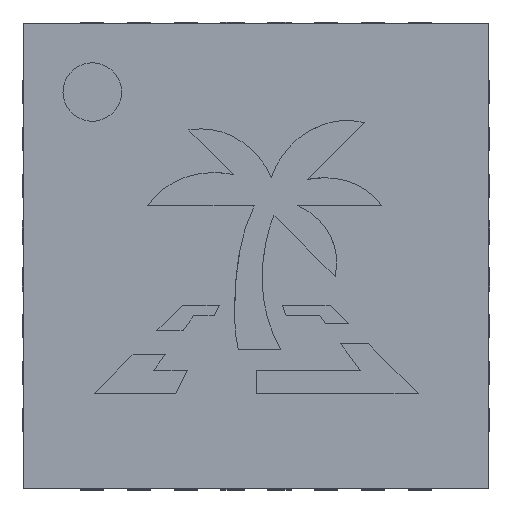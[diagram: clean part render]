
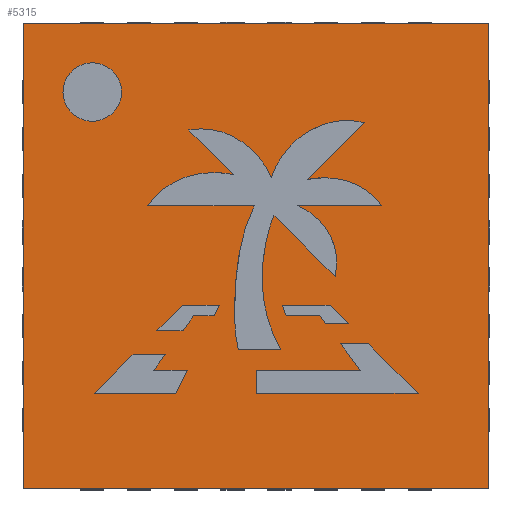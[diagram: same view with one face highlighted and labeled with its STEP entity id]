
A CAD part, top view. The second image highlights one B-rep face of the part: STEP entity #5315.
In plain terms, the highlighted planar face has unit normal (0, 0, 1).
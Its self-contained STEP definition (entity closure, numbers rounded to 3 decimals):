
#1333 = VERTEX_POINT('',#1334);
#1334 = CARTESIAN_POINT('',(-1.99,1.99,0.92));
#1340 = EDGE_CURVE('',#1333,#1341,#1343,.T.);
#1341 = VERTEX_POINT('',#1342);
#1342 = CARTESIAN_POINT('',(-1.99,-1.99,0.92));
#1343 = LINE('',#1344,#1345);
#1344 = CARTESIAN_POINT('',(-1.99,1.99,0.92));
#1345 = VECTOR('',#1346,1.);
#1346 = DIRECTION('',(0.,-1.,0.));
#1544 = EDGE_CURVE('',#1333,#1545,#1547,.T.);
#1545 = VERTEX_POINT('',#1546);
#1546 = CARTESIAN_POINT('',(1.99,1.99,0.92));
#1547 = LINE('',#1548,#1549);
#1548 = CARTESIAN_POINT('',(-1.99,1.99,0.92));
#1549 = VECTOR('',#1550,1.);
#1550 = DIRECTION('',(1.,0.,0.));
#3224 = EDGE_CURVE('',#1545,#3225,#3227,.T.);
#3225 = VERTEX_POINT('',#3226);
#3226 = CARTESIAN_POINT('',(1.99,-1.99,0.92));
#3227 = LINE('',#3228,#3229);
#3228 = CARTESIAN_POINT('',(1.99,1.99,0.92));
#3229 = VECTOR('',#3230,1.);
#3230 = DIRECTION('',(0.,-1.,0.));
#3430 = EDGE_CURVE('',#1341,#3225,#3431,.T.);
#3431 = LINE('',#3432,#3433);
#3432 = CARTESIAN_POINT('',(-1.99,-1.99,0.92));
#3433 = VECTOR('',#3434,1.);
#3434 = DIRECTION('',(1.,0.,0.));
#5315 = ADVANCED_FACE('',(#5316,#5322),#5333,.T.);
#5316 = FACE_BOUND('',#5317,.T.);
#5317 = EDGE_LOOP('',(#5318,#5319,#5320,#5321));
#5318 = ORIENTED_EDGE('',*,*,#1544,.F.);
#5319 = ORIENTED_EDGE('',*,*,#1340,.T.);
#5320 = ORIENTED_EDGE('',*,*,#3430,.T.);
#5321 = ORIENTED_EDGE('',*,*,#3224,.F.);
#5322 = FACE_BOUND('',#5323,.T.);
#5323 = EDGE_LOOP('',(#5324));
#5324 = ORIENTED_EDGE('',*,*,#5325,.T.);
#5325 = EDGE_CURVE('',#5326,#5326,#5328,.T.);
#5326 = VERTEX_POINT('',#5327);
#5327 = CARTESIAN_POINT('',(-1.4,1.15,0.92));
#5328 = CIRCLE('',#5329,0.25);
#5329 = AXIS2_PLACEMENT_3D('',#5330,#5331,#5332);
#5330 = CARTESIAN_POINT('',(-1.4,1.4,0.92));
#5331 = DIRECTION('',(-0.,0.,-1.));
#5332 = DIRECTION('',(0.,-1.,0.));
#5333 = PLANE('',#5334);
#5334 = AXIS2_PLACEMENT_3D('',#5335,#5336,#5337);
#5335 = CARTESIAN_POINT('',(-1.99,1.99,0.92));
#5336 = DIRECTION('',(0.,0.,1.));
#5337 = DIRECTION('',(0.,-1.,0.));
